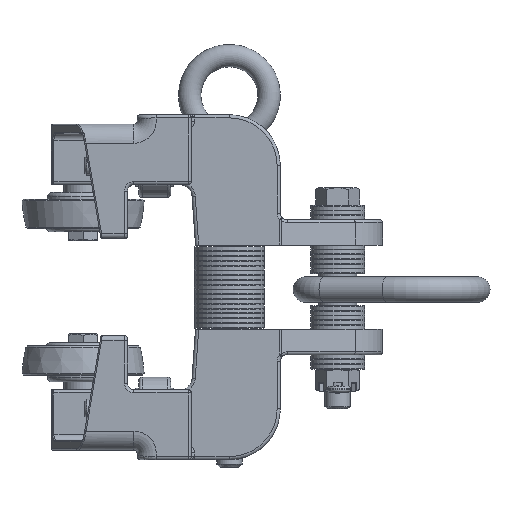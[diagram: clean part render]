
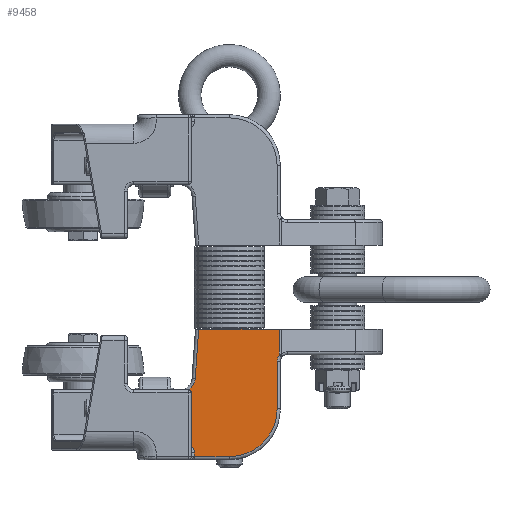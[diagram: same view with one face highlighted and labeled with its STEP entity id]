
A CAD part, left-side view. The second image highlights one B-rep face of the part: STEP entity #9458.
In plain terms, the highlighted face is planar.
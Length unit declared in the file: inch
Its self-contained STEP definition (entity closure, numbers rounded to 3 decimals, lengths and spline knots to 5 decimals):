
#7779=CARTESIAN_POINT('',(1.4375,-1.21875,0.4375));
#7780=VERTEX_POINT('',#7779);
#9278=CARTESIAN_POINT('',(1.4375,-1.14553,0.4375));
#9279=VERTEX_POINT('',#9278);
#9290=CARTESIAN_POINT('',(1.4375,-1.21875,0.4375));
#9291=DIRECTION('',(0.0,1.0,0.0));
#9292=VECTOR('',#9291,0.07322);
#9293=LINE('',#9290,#9292);
#9294=EDGE_CURVE('',#7780,#9279,#9293,.T.);
#9332=CARTESIAN_POINT('',(1.4375,-0.96875,0.5625));
#9333=VERTEX_POINT('',#9332);
#9334=CARTESIAN_POINT('',(1.4375,-1.14553,0.4375));
#9335=CARTESIAN_POINT('',(1.4375,-1.11556,0.4375));
#9336=CARTESIAN_POINT('',(1.4375,-1.05595,0.45776));
#9337=CARTESIAN_POINT('',(1.4375,-1.00367,0.51316));
#9338=CARTESIAN_POINT('',(1.4375,-0.97759,0.55001));
#9339=CARTESIAN_POINT('',(1.4375,-0.96887,0.56233));
#9340=CARTESIAN_POINT('',(1.4375,-0.96881,0.56241));
#9341=CARTESIAN_POINT('',(1.4375,-0.96875,0.5625));
#9342=B_SPLINE_CURVE_WITH_KNOTS('',3,(#9334,#9335,#9336,#9337,#9338,#9339,#9340,#9341),.UNSPECIFIED.,.F.,.U.,(4,1,1,2,4),(-0.57084,-0.3425,-0.11417,0.0,0.0008),.UNSPECIFIED.);
#9343=EDGE_CURVE('',#9279,#9333,#9342,.T.);
#9360=CARTESIAN_POINT('',(1.4375,1.28125,0.5));
#9361=DIRECTION('',(1.0,0.0,0.0));
#9362=DIRECTION('',(0.0,0.0,-1.0));
#9363=AXIS2_PLACEMENT_3D('',#9360,#9361,#9362);
#9364=PLANE('',#9363);
#9365=ORIENTED_EDGE('',*,*,#9343,.F.);
#9366=ORIENTED_EDGE('',*,*,#9294,.F.);
#9367=CARTESIAN_POINT('',(1.4375,-1.21875,-0.25));
#9368=VERTEX_POINT('',#9367);
#9369=CARTESIAN_POINT('',(1.4375,-1.21875,-0.25));
#9370=DIRECTION('',(0.0,0.0,1.0));
#9371=VECTOR('',#9370,0.6875);
#9372=LINE('',#9369,#9371);
#9373=EDGE_CURVE('',#9368,#7780,#9372,.T.);
#9374=ORIENTED_EDGE('',*,*,#9373,.F.);
#9375=CARTESIAN_POINT('',(1.4375,-0.28125,-1.1875));
#9376=VERTEX_POINT('',#9375);
#9377=CARTESIAN_POINT('',(1.4375,-0.28125,-0.25));
#9378=DIRECTION('',(-1.,0.0,0.0));
#9379=DIRECTION('',(0.0,-0.773,-0.635));
#9380=AXIS2_PLACEMENT_3D('',#9377,#9378,#9379);
#9381=CIRCLE('',#9380,0.9375);
#9382=EDGE_CURVE('',#9376,#9368,#9381,.T.);
#9383=ORIENTED_EDGE('',*,*,#9382,.F.);
#9384=CARTESIAN_POINT('',(1.4375,0.65625,-1.1875));
#9385=VERTEX_POINT('',#9384);
#9386=CARTESIAN_POINT('',(1.4375,0.65625,-1.1875));
#9387=DIRECTION('',(0.0,-1.0,0.0));
#9388=VECTOR('',#9387,0.9375);
#9389=LINE('',#9386,#9388);
#9390=EDGE_CURVE('',#9385,#9376,#9389,.T.);
#9391=ORIENTED_EDGE('',*,*,#9390,.F.);
#9392=CARTESIAN_POINT('',(1.4375,0.77625,-1.23093));
#9393=VERTEX_POINT('',#9392);
#9394=CARTESIAN_POINT('',(1.4375,0.65625,-1.375));
#9395=DIRECTION('',(1.0,0.0,0.0));
#9396=DIRECTION('',(0.0,0.0,1.0));
#9397=AXIS2_PLACEMENT_3D('',#9394,#9395,#9396);
#9398=CIRCLE('',#9397,0.1875);
#9399=EDGE_CURVE('',#9393,#9385,#9398,.T.);
#9400=ORIENTED_EDGE('',*,*,#9399,.F.);
#9401=CARTESIAN_POINT('',(1.4375,1.28125,-1.23093));
#9402=VERTEX_POINT('',#9401);
#9403=CARTESIAN_POINT('',(1.4375,1.28125,-1.23093));
#9404=DIRECTION('',(0.0,-1.0,0.0));
#9405=VECTOR('',#9404,0.505);
#9406=LINE('',#9403,#9405);
#9407=EDGE_CURVE('',#9402,#9393,#9406,.T.);
#9408=ORIENTED_EDGE('',*,*,#9407,.F.);
#9409=CARTESIAN_POINT('',(1.4375,1.28125,0.35431));
#9410=VERTEX_POINT('',#9409);
#9411=CARTESIAN_POINT('',(1.4375,1.28125,0.35431));
#9412=DIRECTION('',(0.0,0.0,-1.0));
#9413=VECTOR('',#9412,1.58524);
#9414=LINE('',#9411,#9413);
#9415=EDGE_CURVE('',#9410,#9402,#9414,.T.);
#9416=ORIENTED_EDGE('',*,*,#9415,.F.);
#9417=CARTESIAN_POINT('',(1.4375,0.32195,0.42139));
#9418=VERTEX_POINT('',#9417);
#9419=CARTESIAN_POINT('',(1.4375,0.32195,0.42139));
#9420=DIRECTION('',(0.0,0.998,-0.07));
#9421=VECTOR('',#9420,0.96164);
#9422=LINE('',#9419,#9421);
#9423=EDGE_CURVE('',#9418,#9410,#9422,.T.);
#9424=ORIENTED_EDGE('',*,*,#9423,.F.);
#9425=CARTESIAN_POINT('',(1.4375,0.03125,0.73313));
#9426=VERTEX_POINT('',#9425);
#9427=CARTESIAN_POINT('',(1.4375,0.34375,0.73313));
#9428=DIRECTION('',(1.,0.0,0.0));
#9429=DIRECTION('',(0.0,-0.731,-0.682));
#9430=AXIS2_PLACEMENT_3D('',#9427,#9428,#9429);
#9431=CIRCLE('',#9430,0.3125);
#9432=EDGE_CURVE('',#9426,#9418,#9431,.T.);
#9433=ORIENTED_EDGE('',*,*,#9432,.F.);
#9434=CARTESIAN_POINT('',(1.4375,0.03125,1.4375));
#9435=VERTEX_POINT('',#9434);
#9436=CARTESIAN_POINT('',(1.4375,0.03125,1.4375));
#9437=DIRECTION('',(0.0,0.0,-1.0));
#9438=VECTOR('',#9437,0.70437);
#9439=LINE('',#9436,#9438);
#9440=EDGE_CURVE('',#9435,#9426,#9439,.T.);
#9441=ORIENTED_EDGE('',*,*,#9440,.F.);
#9442=CARTESIAN_POINT('',(1.4375,-0.96875,1.4375));
#9443=VERTEX_POINT('',#9442);
#9444=CARTESIAN_POINT('',(1.4375,-0.96875,1.4375));
#9445=DIRECTION('',(0.0,1.0,0.0));
#9446=VECTOR('',#9445,1.);
#9447=LINE('',#9444,#9446);
#9448=EDGE_CURVE('',#9443,#9435,#9447,.T.);
#9449=ORIENTED_EDGE('',*,*,#9448,.F.);
#9450=CARTESIAN_POINT('',(1.4375,-0.96875,0.5625));
#9451=DIRECTION('',(0.0,0.0,1.0));
#9452=VECTOR('',#9451,0.875);
#9453=LINE('',#9450,#9452);
#9454=EDGE_CURVE('',#9333,#9443,#9453,.T.);
#9455=ORIENTED_EDGE('',*,*,#9454,.F.);
#9456=EDGE_LOOP('',(#9365,#9366,#9374,#9383,#9391,#9400,#9408,#9416,#9424,#9433,#9441,#9449,#9455));
#9457=FACE_OUTER_BOUND('',#9456,.T.);
#9458=ADVANCED_FACE('',(#9457),#9364,.T.);
